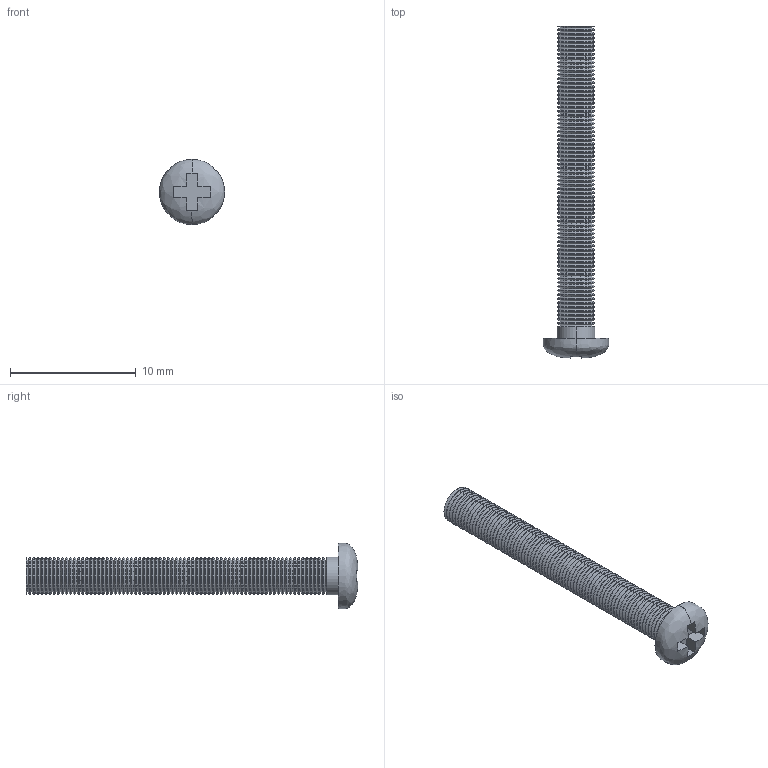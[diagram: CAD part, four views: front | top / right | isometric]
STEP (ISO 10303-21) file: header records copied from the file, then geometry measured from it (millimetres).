
FILE_DESCRIPTION (( 'STEP AP214' ), '1' );
FILE_NAME ('Screw M3X25圉埴芛坋趼蹟隊.step', '2016-10-28T04:23:21', ( 'dell' ), ( '' ), 'SwSTEP 2.0', 'SolidWorks 2013', '' );
FILE_SCHEMA (( 'AUTOMOTIVE_DESIGN' ));
Length unit declared in the file: millimetre
Products named in the file (1): Screw M3X25圉埴芛坋趼蹟隊
Bounding box: 5.2 x 26.44 x 5.2 mm (x, y, z)
Volume: 177.7 mm3; surface area: 463.8 mm2
Topology: 1 solids, 1 shells, 461 faces, 932 edges, 474 vertices
Faces by surface type: cone 296, cylinder 148, plane 15, bspline 2
Entity records: 11720 total; most frequent: DIRECTION 2284, CARTESIAN_POINT 1976, ORIENTED_EDGE 1864, EDGE_CURVE 932, AXIS2_PLACEMENT_3D 908, VERTEX_POINT 474, LINE 468, VECTOR 468
